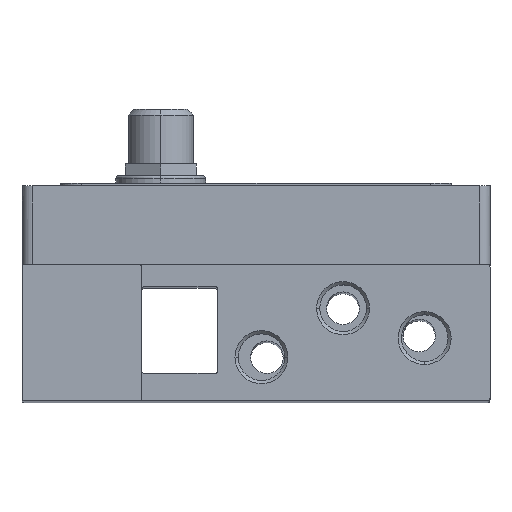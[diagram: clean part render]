
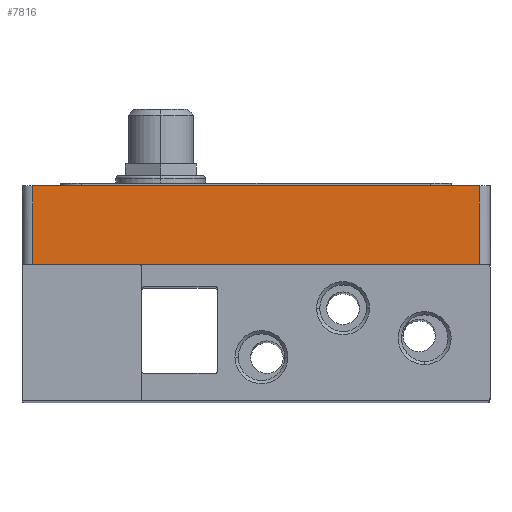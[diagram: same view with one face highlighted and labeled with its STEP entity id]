
A CAD part, top view. The second image highlights one B-rep face of the part: STEP entity #7816.
In plain terms, the highlighted planar face has unit normal (0, 0, 1).
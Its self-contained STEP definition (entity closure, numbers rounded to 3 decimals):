
#18 = LINE ( 'NONE', #2677, #3332 ) ;
#638 = CARTESIAN_POINT ( 'NONE',  ( 84., 25., 20.5 ) ) ;
#844 = LINE ( 'NONE', #8164, #4982 ) ;
#1553 = VECTOR ( 'NONE', #5746, 1000. ) ;
#1707 = DIRECTION ( 'NONE',  ( 1., 0., 0. ) ) ;
#1736 = VERTEX_POINT ( 'NONE', #8075 ) ;
#1765 = FACE_OUTER_BOUND ( 'NONE', #7552, .T. ) ;
#1782 = LINE ( 'NONE', #8518, #1553 ) ;
#2124 = EDGE_CURVE ( 'NONE', #3703, #6352, #8323, .T. ) ;
#2463 = DIRECTION ( 'NONE',  ( 0., 0., -1. ) ) ;
#2596 = EDGE_CURVE ( 'NONE', #1736, #3894, #1782, .T. ) ;
#2677 = CARTESIAN_POINT ( 'NONE',  ( 2., 39.5, 20.5 ) ) ;
#2824 = VECTOR ( 'NONE', #1707, 1000. ) ;
#2942 = DIRECTION ( 'NONE',  ( 0., -1., 0. ) ) ;
#3332 = VECTOR ( 'NONE', #7326, 1000. ) ;
#3703 = VERTEX_POINT ( 'NONE', #6320 ) ;
#3764 = PLANE ( 'NONE',  #3997 ) ;
#3894 = VERTEX_POINT ( 'NONE', #638 ) ;
#3997 = AXIS2_PLACEMENT_3D ( 'NONE', #7186, #2463, #4501 ) ;
#4456 = EDGE_CURVE ( 'NONE', #1736, #3703, #18, .T. ) ;
#4501 = DIRECTION ( 'NONE',  ( -1., 0., 0. ) ) ;
#4537 = ORIENTED_EDGE ( 'NONE', *, *, #2124, .F. ) ;
#4982 = VECTOR ( 'NONE', #2942, 1000. ) ;
#5746 = DIRECTION ( 'NONE',  ( 1., 0., 0. ) ) ;
#6320 = CARTESIAN_POINT ( 'NONE',  ( 2., 39.5, 20.5 ) ) ;
#6352 = VERTEX_POINT ( 'NONE', #8072 ) ;
#6733 = ORIENTED_EDGE ( 'NONE', *, *, #2596, .T. ) ;
#7027 = ORIENTED_EDGE ( 'NONE', *, *, #7660, .F. ) ;
#7186 = CARTESIAN_POINT ( 'NONE',  ( 2., 39.5, 20.5 ) ) ;
#7326 = DIRECTION ( 'NONE',  ( 0., 1., 0. ) ) ;
#7552 = EDGE_LOOP ( 'NONE', ( #7027, #4537, #8022, #6733 ) ) ;
#7660 = EDGE_CURVE ( 'NONE', #6352, #3894, #844, .T. ) ;
#7665 = CARTESIAN_POINT ( 'NONE',  ( 2., 39.5, 20.5 ) ) ;
#7816 = ADVANCED_FACE ( 'NONE', ( #1765 ), #3764, .F. ) ;
#8022 = ORIENTED_EDGE ( 'NONE', *, *, #4456, .F. ) ;
#8072 = CARTESIAN_POINT ( 'NONE',  ( 84., 39.5, 20.5 ) ) ;
#8075 = CARTESIAN_POINT ( 'NONE',  ( 2., 25., 20.5 ) ) ;
#8164 = CARTESIAN_POINT ( 'NONE',  ( 84., 39.5, 20.5 ) ) ;
#8323 = LINE ( 'NONE', #7665, #2824 ) ;
#8518 = CARTESIAN_POINT ( 'NONE',  ( 85.5, 25., 20.5 ) ) ;
